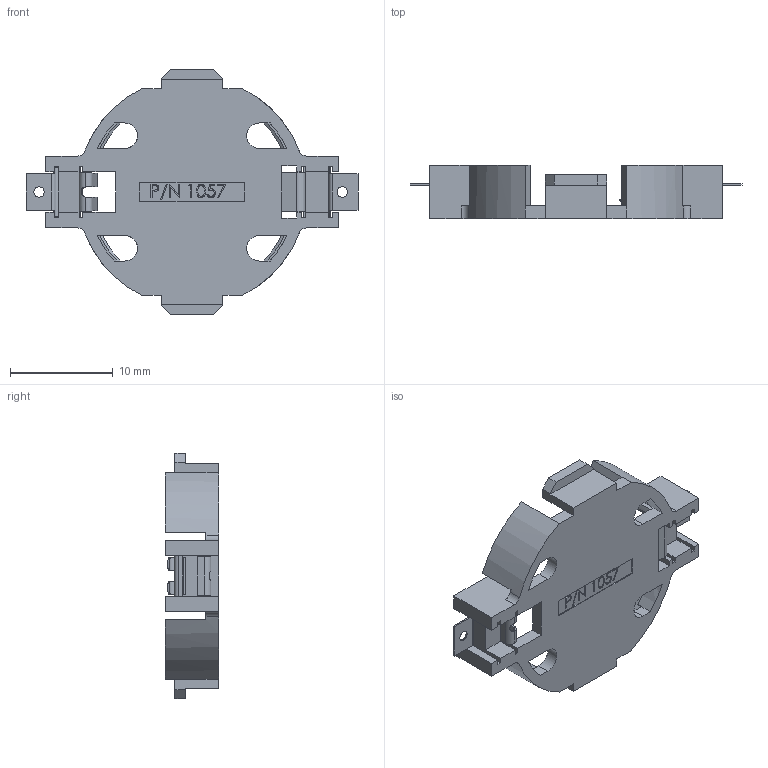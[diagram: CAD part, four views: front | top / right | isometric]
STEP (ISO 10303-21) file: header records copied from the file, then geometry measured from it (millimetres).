
FILE_DESCRIPTION (( 'STEP AP214' ), '1' );
FILE_NAME ('1057.STEP', '2013-08-12T15:31:33', ( '' ), ( '' ), 'SwSTEP 2.0', 'SolidWorks 2013', '' );
FILE_SCHEMA (( 'AUTOMOTIVE_DESIGN' ));
Length unit declared in the file: inch
Products named in the file (1): 1057
Bounding box: 32.3 x 5.21 x 23.93 mm (x, y, z)
Volume: 732.6 mm3; surface area: 1812.4 mm2
Topology: 3 solids, 3 shells, 544 faces, 1464 edges, 948 vertices
Faces by surface type: plane 378, cylinder 76, bspline 62, torus 12, cone 8, sphere 8
Entity records: 27897 total; most frequent: CARTESIAN_POINT 7450, ORIENTED_EDGE 2928, DIRECTION 2462, EDGE_CURVE 1464, LINE 1088, VECTOR 1088, VERTEX_POINT 948, AXIS2_PLACEMENT_3D 687
